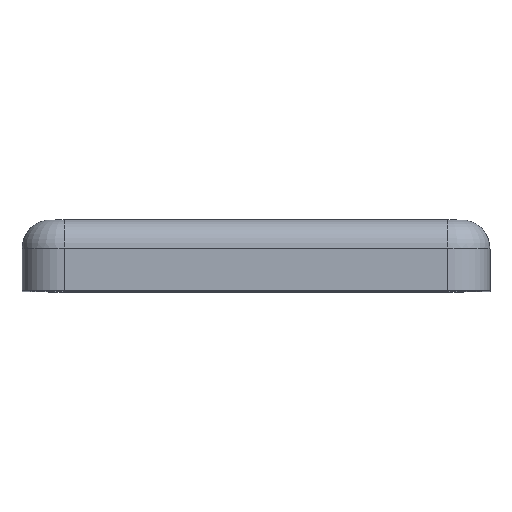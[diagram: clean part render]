
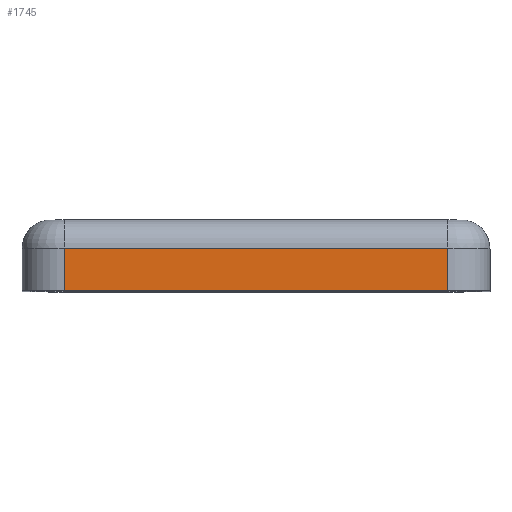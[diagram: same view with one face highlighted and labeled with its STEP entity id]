
A CAD part, top view. The second image highlights one B-rep face of the part: STEP entity #1745.
In plain terms, the highlighted planar face has unit normal (0, 0, 1).
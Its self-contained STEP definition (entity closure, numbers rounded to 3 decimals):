
#68 = VECTOR ( 'NONE', #854, 1000. ) ;
#108 = AXIS2_PLACEMENT_3D ( 'NONE', #2354, #697, #2144 ) ;
#302 = LINE ( 'NONE', #461, #2315 ) ;
#330 = LINE ( 'NONE', #792, #1336 ) ;
#378 = CARTESIAN_POINT ( 'NONE',  ( -6.8, 0., 16.05 ) ) ;
#435 = ORIENTED_EDGE ( 'NONE', *, *, #1865, .T. ) ;
#461 = CARTESIAN_POINT ( 'NONE',  ( 6.8, -1., 16.05 ) ) ;
#633 = VERTEX_POINT ( 'NONE', #2563 ) ;
#656 = CARTESIAN_POINT ( 'NONE',  ( 6.8, -2.5, 16.05 ) ) ;
#683 = DIRECTION ( 'NONE',  ( -1., 0., 0. ) ) ;
#697 = DIRECTION ( 'NONE',  ( 0., 0., 1. ) ) ;
#730 = ORIENTED_EDGE ( 'NONE', *, *, #2001, .T. ) ;
#792 = CARTESIAN_POINT ( 'NONE',  ( 6.8, 0., 16.05 ) ) ;
#852 = LINE ( 'NONE', #1902, #68 ) ;
#854 = DIRECTION ( 'NONE',  ( -1., 0., 0. ) ) ;
#996 = CARTESIAN_POINT ( 'NONE',  ( -6.8, -1., 16.05 ) ) ;
#1054 = VERTEX_POINT ( 'NONE', #996 ) ;
#1077 = LINE ( 'NONE', #378, #1999 ) ;
#1253 = EDGE_CURVE ( 'NONE', #2047, #2607, #852, .T. ) ;
#1299 = PLANE ( 'NONE',  #108 ) ;
#1317 = ORIENTED_EDGE ( 'NONE', *, *, #2200, .F. ) ;
#1336 = VECTOR ( 'NONE', #2684, 1000. ) ;
#1608 = FACE_OUTER_BOUND ( 'NONE', #2614, .T. ) ;
#1617 = DIRECTION ( 'NONE',  ( 0., -1., 0. ) ) ;
#1745 = ADVANCED_FACE ( 'NONE', ( #1608 ), #1299, .T. ) ;
#1811 = ORIENTED_EDGE ( 'NONE', *, *, #1253, .F. ) ;
#1865 = EDGE_CURVE ( 'NONE', #1054, #2607, #1077, .T. ) ;
#1902 = CARTESIAN_POINT ( 'NONE',  ( 6.8, -2.5, 16.05 ) ) ;
#1999 = VECTOR ( 'NONE', #1617, 1000. ) ;
#2001 = EDGE_CURVE ( 'NONE', #633, #1054, #302, .T. ) ;
#2047 = VERTEX_POINT ( 'NONE', #656 ) ;
#2144 = DIRECTION ( 'NONE',  ( -1., 0., 0. ) ) ;
#2200 = EDGE_CURVE ( 'NONE', #633, #2047, #330, .T. ) ;
#2315 = VECTOR ( 'NONE', #683, 1000. ) ;
#2354 = CARTESIAN_POINT ( 'NONE',  ( 6.8, 0., 16.05 ) ) ;
#2366 = CARTESIAN_POINT ( 'NONE',  ( -6.8, -2.5, 16.05 ) ) ;
#2563 = CARTESIAN_POINT ( 'NONE',  ( 6.8, -1., 16.05 ) ) ;
#2607 = VERTEX_POINT ( 'NONE', #2366 ) ;
#2614 = EDGE_LOOP ( 'NONE', ( #1811, #1317, #730, #435 ) ) ;
#2684 = DIRECTION ( 'NONE',  ( 0., -1., 0. ) ) ;
